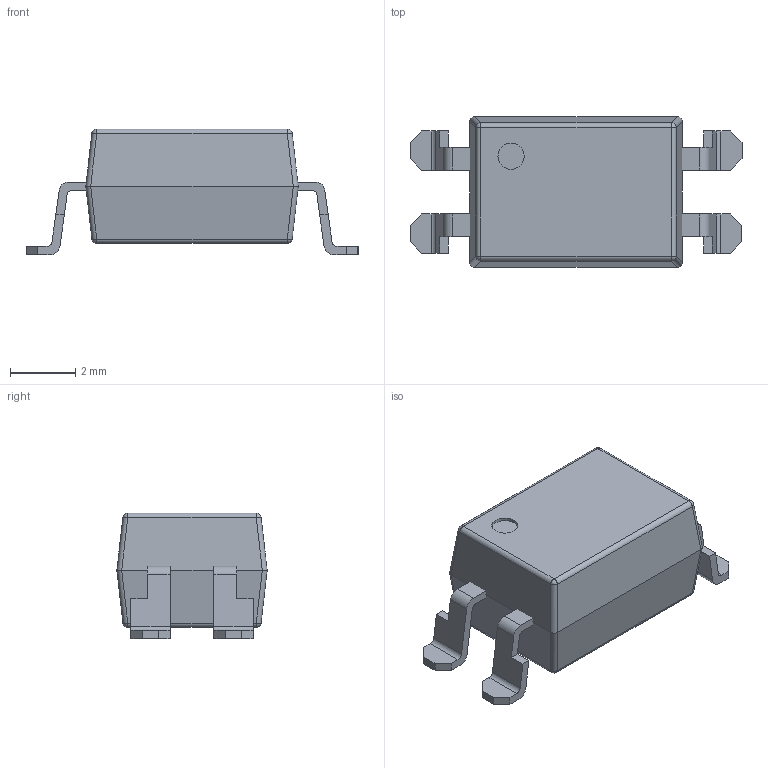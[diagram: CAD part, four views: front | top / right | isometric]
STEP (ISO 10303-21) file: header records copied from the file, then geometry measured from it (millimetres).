
FILE_DESCRIPTION(/* description */ ('','CAx-IF Rec.Pracs.---Representation and Presentation of Product Manufacturing Information (PMI)---4.0---2014-10-13'),/* implementation_level */ '2;1');
FILE_NAME(/* name */ 'LTV-817S.step',/* time_stamp */ '2025-02-24T21:34:25-05:00',/* author */ (''),/* organization */ (''),/* preprocessor_version */ 'ST-DEVELOPER v20',/* originating_system */ 'Autodesk Translation Framework v13.20.0.188',/* authorisation */ '');
FILE_SCHEMA (('AP242_MANAGED_MODEL_BASED_3D_ENGINEERING_MIM_LF { 1 0 10303 442 1 1 4 }'));
Length unit declared in the file: millimetre
Products named in the file (2): LTV-817S; LTV-817S_1
Assembly tree (1 placements, depth 2):
  LTV-817S
    LTV-817S_1
Bounding box: 10.16 x 4.6 x 3.85 mm (x, y, z)
Volume: 102.6 mm3; surface area: 183.2 mm2
Topology: 3 solids, 3 shells, 96 faces, 235 edges, 146 vertices
Faces by surface type: plane 55, cylinder 33, sphere 8
Full cylindrical faces by diameter (mm): 0.8 x1
Entity records: 2951 total; most frequent: DIRECTION 495, CARTESIAN_POINT 480, ORIENTED_EDGE 470, EDGE_CURVE 235, LINE 173, VECTOR 173, AXIS2_PLACEMENT_3D 161, VERTEX_POINT 146
